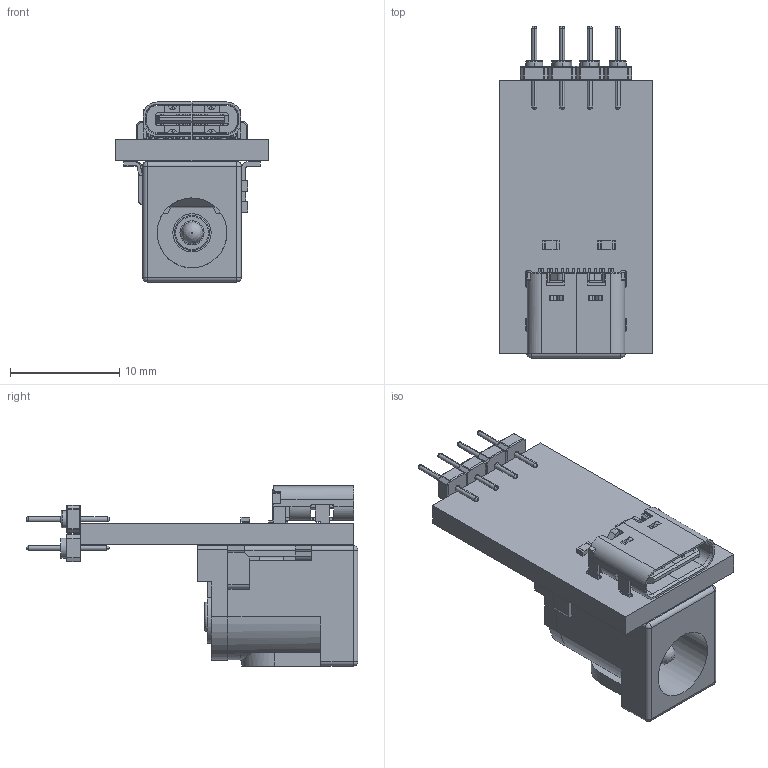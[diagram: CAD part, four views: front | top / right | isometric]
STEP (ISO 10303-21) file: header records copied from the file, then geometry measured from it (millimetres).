
FILE_DESCRIPTION(('KiCad electronic assembly'),'2;1');
FILE_NAME('DaughterBoard.step','2025-06-25T00:29:59',('Pcbnew'),('Kicad' ),'Open CASCADE STEP processor 7.8','KiCad to STEP converter', 'Unknown');
FILE_SCHEMA(('AUTOMOTIVE_DESIGN { 1 0 10303 214 1 1 1 1 }'));
Length unit declared in the file: millimetre
Products named in the file (16): DaughterBoard 1; USB_C_Receptacle_GCT_USB4105-xx-A_16P_TopMnt_Horizontal; 335-10-104-00-160000; 335-10-101-00-160000; R_0603_1608Metric; 694106106102; 6941xx106102; 6941xx106102_Capot; 694106301002_PinContact; 6941xx106102_PIN; 6941xx106102_PINBIS; 6941xx106102_PINLAME; 335-10-102-00-160000; P3XX-11-012-00-000000_P302-11-012-00-000000; 3516_3516-0-00-15-00-00-03-0; DaughterBoard_PCB
Assembly tree (20 placements, depth 3):
  DaughterBoard 1
    USB_C_Receptacle_GCT_USB4105-xx-A_16P_TopMnt_Horizontal
    335-10-104-00-160000
      335-10-101-00-160000  x4
    R_0603_1608Metric  x2
    694106106102
      6941xx106102
      6941xx106102_Capot
      694106301002_PinContact
      6941xx106102_PIN
      6941xx106102_PINBIS
      6941xx106102_PINLAME
    335-10-102-00-160000
      P3XX-11-012-00-000000_P302-11-012-00-000000
      3516_3516-0-00-15-00-00-03-0  x2
    DaughterBoard_PCB
Bounding box: 14 x 30.36 x 16.48 mm (x, y, z)
Volume: 1703.8 mm3; surface area: 3607.3 mm2
Topology: 52 solids, 52 shells, 1398 faces, 3389 edges, 2051 vertices
Faces by surface type: plane 830, cylinder 399, sphere 76, cone 40, torus 32, revolution 17, bspline 4
Full cylindrical faces by diameter (mm): 0.5 x2, 0.65 x2, 1.4 x1, 1.45 x1, 1.6 x2, 1.8 x2, 2 x5, 2.35 x1, 3 x1, 3.2 x1, 3.5 x1, 6.4 x1
Entity records: 39116 total; most frequent: CARTESIAN_POINT 6871, DIRECTION 5505, ORIENTED_EDGE 5430, EDGE_CURVE 2715, LINE 2052, VECTOR 2052, AXIS2_PLACEMENT_3D 1724, VERTEX_POINT 1719
